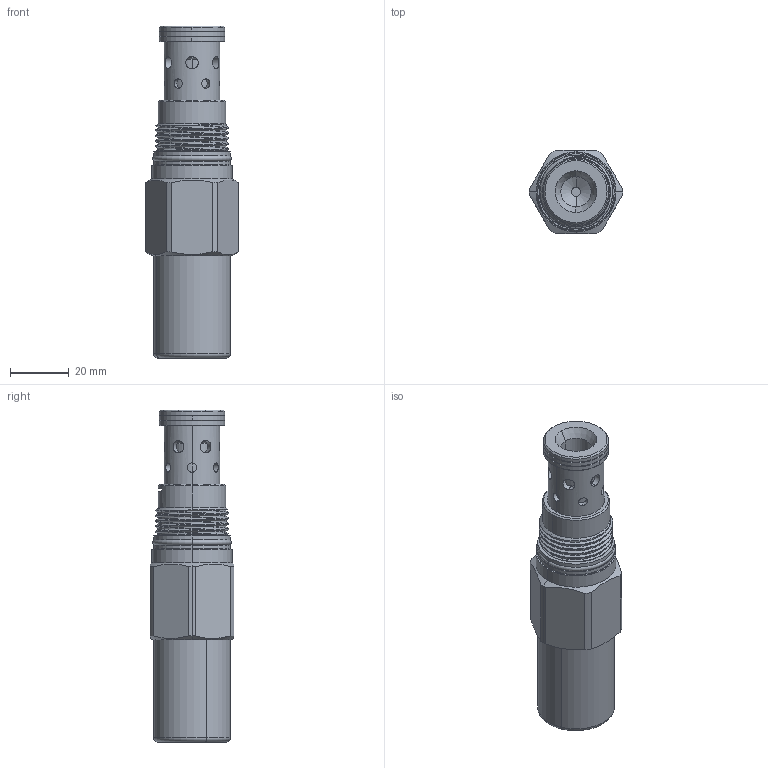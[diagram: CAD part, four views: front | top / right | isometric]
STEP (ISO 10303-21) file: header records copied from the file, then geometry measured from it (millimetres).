
FILE_DESCRIPTION (( 'STEP AP203' ), '1' );
FILE_NAME ('RD3A25-C.STEP', '2020-03-23T08:11:31', ( '' ), ( '' ), 'SwSTEP 2.0', 'SolidWorks 2018', '' );
FILE_SCHEMA (( 'CONFIG_CONTROL_DESIGN' ));
Length unit declared in the file: millimetre
Products named in the file (1): RD3A25-C
Bounding box: 31.8 x 28.57 x 113.41 mm (x, y, z)
Volume: 46760.9 mm3; surface area: 19736.7 mm2
Topology: 5 solids, 5 shells, 341 faces, 824 edges, 515 vertices
Faces by surface type: cylinder 169, plane 66, cone 52, torus 46, bspline 6, sphere 2
Entity records: 15176 total; most frequent: CARTESIAN_POINT 7356, ORIENTED_EDGE 1644, DIRECTION 1630, EDGE_CURVE 822, AXIS2_PLACEMENT_3D 682, VERTEX_POINT 515, EDGE_LOOP 383, CIRCLE 346
